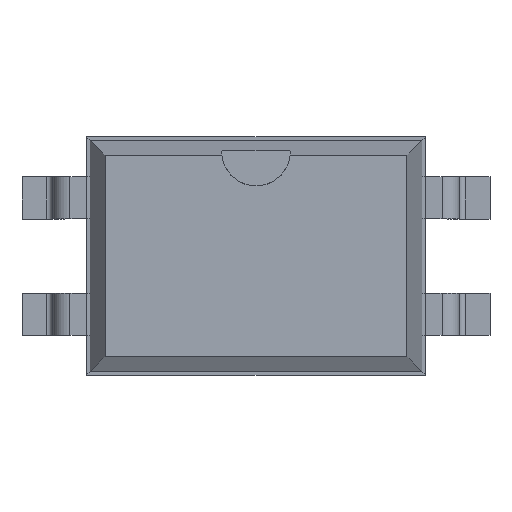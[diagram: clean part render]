
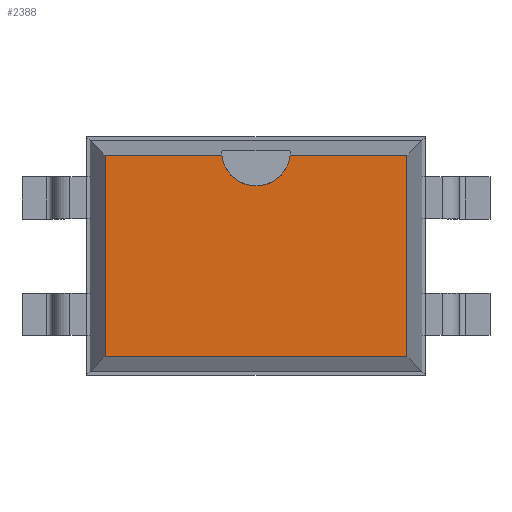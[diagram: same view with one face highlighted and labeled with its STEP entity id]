
A CAD part, top view. The second image highlights one B-rep face of the part: STEP entity #2388.
In plain terms, the highlighted planar face has unit normal (0, 0, 1).
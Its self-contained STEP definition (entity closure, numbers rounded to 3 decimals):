
#1593 = VERTEX_POINT('',#1594);
#1594 = CARTESIAN_POINT('',(3.296,2.201,3.68));
#1599 = EDGE_CURVE('',#1600,#1593,#1602,.T.);
#1600 = VERTEX_POINT('',#1601);
#1601 = CARTESIAN_POINT('',(3.296,-2.201,3.68));
#1602 = LINE('',#1603,#1604);
#1603 = CARTESIAN_POINT('',(3.296,-2.201,3.68));
#1604 = VECTOR('',#1605,1.);
#1605 = DIRECTION('',(0.,1.,0.));
#1953 = VERTEX_POINT('',#1954);
#1954 = CARTESIAN_POINT('',(-3.296,2.201,3.68));
#1959 = EDGE_CURVE('',#1960,#1953,#1962,.T.);
#1960 = VERTEX_POINT('',#1961);
#1961 = CARTESIAN_POINT('',(-0.746,2.201,3.68));
#1962 = LINE('',#1963,#1964);
#1963 = CARTESIAN_POINT('',(3.296,2.201,3.68));
#1964 = VECTOR('',#1965,1.);
#1965 = DIRECTION('',(-1.,0.,0.));
#1985 = VERTEX_POINT('',#1986);
#1986 = CARTESIAN_POINT('',(0.746,2.201,3.68));
#1994 = EDGE_CURVE('',#1593,#1985,#1995,.T.);
#1995 = LINE('',#1996,#1997);
#1996 = CARTESIAN_POINT('',(3.296,2.201,3.68));
#1997 = VECTOR('',#1998,1.);
#1998 = DIRECTION('',(-1.,0.,0.));
#2024 = VERTEX_POINT('',#2025);
#2025 = CARTESIAN_POINT('',(-3.296,-2.201,3.68));
#2030 = EDGE_CURVE('',#1953,#2024,#2031,.T.);
#2031 = LINE('',#2032,#2033);
#2032 = CARTESIAN_POINT('',(-3.296,2.201,3.68));
#2033 = VECTOR('',#2034,1.);
#2034 = DIRECTION('',(0.,-1.,0.));
#2377 = EDGE_CURVE('',#2024,#1600,#2378,.T.);
#2378 = LINE('',#2379,#2380);
#2379 = CARTESIAN_POINT('',(-3.296,-2.201,3.68));
#2380 = VECTOR('',#2381,1.);
#2381 = DIRECTION('',(1.,0.,0.));
#2388 = ADVANCED_FACE('',(#2389),#2412,.F.);
#2389 = FACE_BOUND('',#2390,.F.);
#2390 = EDGE_LOOP('',(#2391,#2392,#2393,#2394,#2395,#2404,#2411));
#2391 = ORIENTED_EDGE('',*,*,#1599,.F.);
#2392 = ORIENTED_EDGE('',*,*,#2377,.F.);
#2393 = ORIENTED_EDGE('',*,*,#2030,.F.);
#2394 = ORIENTED_EDGE('',*,*,#1959,.F.);
#2395 = ORIENTED_EDGE('',*,*,#2396,.F.);
#2396 = EDGE_CURVE('',#2397,#1960,#2399,.T.);
#2397 = VERTEX_POINT('',#2398);
#2398 = CARTESIAN_POINT('',(0.,1.526,3.68));
#2399 = CIRCLE('',#2400,0.75);
#2400 = AXIS2_PLACEMENT_3D('',#2401,#2402,#2403);
#2401 = CARTESIAN_POINT('',(0.,2.276,3.68));
#2402 = DIRECTION('',(0.,0.,-1.));
#2403 = DIRECTION('',(0.,-1.,0.));
#2404 = ORIENTED_EDGE('',*,*,#2405,.F.);
#2405 = EDGE_CURVE('',#1985,#2397,#2406,.T.);
#2406 = CIRCLE('',#2407,0.75);
#2407 = AXIS2_PLACEMENT_3D('',#2408,#2409,#2410);
#2408 = CARTESIAN_POINT('',(0.,2.276,3.68));
#2409 = DIRECTION('',(0.,0.,-1.));
#2410 = DIRECTION('',(0.,-1.,0.));
#2411 = ORIENTED_EDGE('',*,*,#1994,.F.);
#2412 = PLANE('',#2413);
#2413 = AXIS2_PLACEMENT_3D('',#2414,#2415,#2416);
#2414 = CARTESIAN_POINT('',(3.296,-2.201,3.68));
#2415 = DIRECTION('',(0.,0.,-1.));
#2416 = DIRECTION('',(-0.832,0.555,0.));
